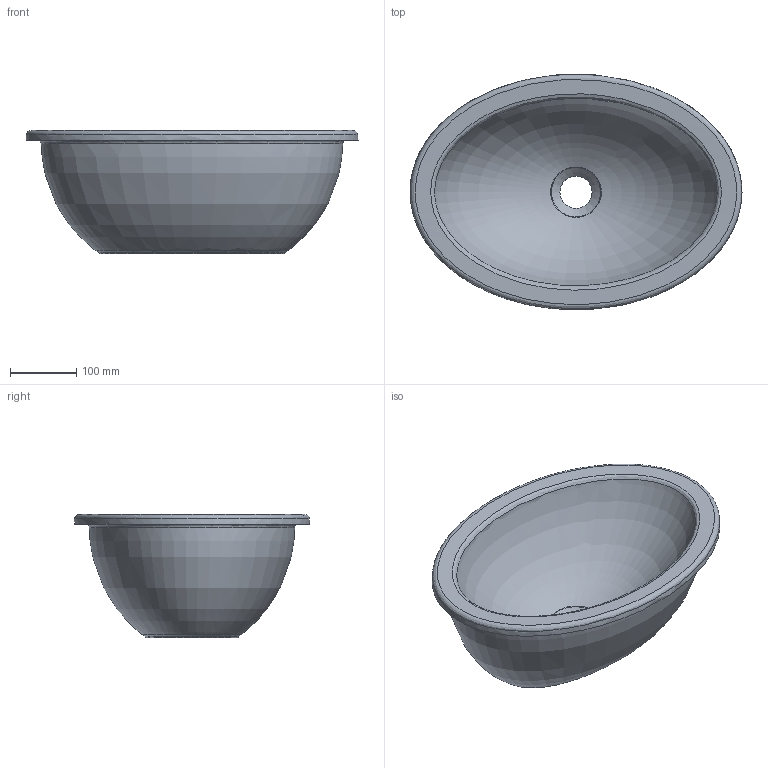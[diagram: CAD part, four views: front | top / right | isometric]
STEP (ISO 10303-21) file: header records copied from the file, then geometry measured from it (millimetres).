
FILE_DESCRIPTION(/* description */ (''),/* implementation_level */ '2;1');
FILE_NAME(/* name */ '616110_616111_Loop_UWT_oval.stp',/* time_stamp */ '2019-08-27T09:39:10+02:00',/* author */ (''),/* organization */ (''),/* preprocessor_version */ 'ST-DEVELOPER v16.7',/* originating_system */ 'SIEMENS PLM Software NX 1863',/* authorisation */ '');
FILE_SCHEMA (('AUTOMOTIVE_DESIGN { 1 0 10303 214 3 1 1 1 }'));
Length unit declared in the file: millimetre
Products named in the file (1): Weil29F4E1C3vwkq
Bounding box: 500.41 x 354.6 x 185.52 mm (x, y, z)
Volume: 7482734.8 mm3; surface area: 519752.6 mm2
Topology: 1 solids, 1 shells, 186 faces, 430 edges, 237 vertices
Faces by surface type: bspline 170, sphere 8, plane 5, torus 1, cone 1, cylinder 1
Full cylindrical faces by diameter (mm): 48.495 x1
Entity records: 17014 total; most frequent: CARTESIAN_POINT 14163, ORIENTED_EDGE 794, EDGE_CURVE 397, B_SPLINE_CURVE_WITH_KNOTS 283, DIRECTION 246, VERTEX_POINT 225, EDGE_LOOP 200, ADVANCED_FACE 186
